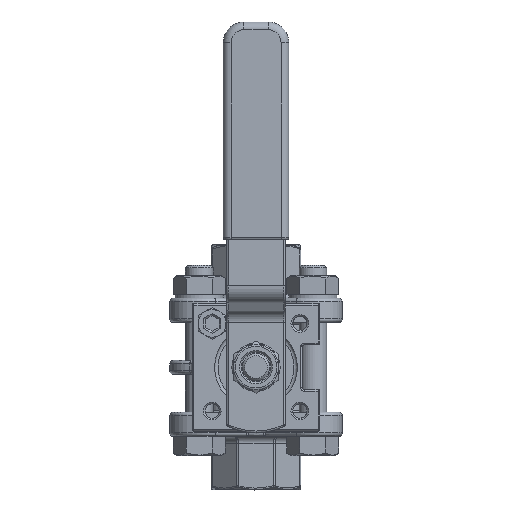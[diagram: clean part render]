
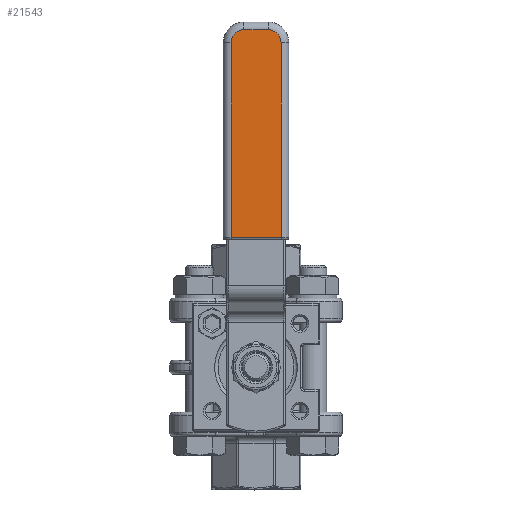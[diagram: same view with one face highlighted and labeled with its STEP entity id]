
A CAD part, top view. The second image highlights one B-rep face of the part: STEP entity #21543.
In plain terms, the highlighted planar face has unit normal (0, 0, 1).
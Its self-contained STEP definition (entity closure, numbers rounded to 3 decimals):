
#21486=CARTESIAN_POINT('',(0.0,57.,55.));
#21487=DIRECTION('',(0.0,0.0,1.0));
#21488=DIRECTION('',(1.0,0.0,0.0));
#21489=AXIS2_PLACEMENT_3D('',#21486,#21487,#21488);
#21490=PLANE('',#21489);
#21491=CARTESIAN_POINT('',(7.25,57.5,55.));
#21492=VERTEX_POINT('',#21491);
#21493=CARTESIAN_POINT('',(-7.25,57.5,55.));
#21494=VERTEX_POINT('',#21493);
#21495=CARTESIAN_POINT('',(7.25,57.5,55.));
#21496=DIRECTION('',(-1.0,0.0,0.0));
#21497=VECTOR('',#21496,14.5);
#21498=LINE('',#21495,#21497);
#21499=EDGE_CURVE('',#21492,#21494,#21498,.T.);
#21500=ORIENTED_EDGE('',*,*,#21499,.F.);
#21501=CARTESIAN_POINT('',(7.25,114.,55.));
#21502=VERTEX_POINT('',#21501);
#21503=CARTESIAN_POINT('',(7.25,114.,55.));
#21504=DIRECTION('',(0.0,-1.0,0.0));
#21505=VECTOR('',#21504,56.5);
#21506=LINE('',#21503,#21505);
#21507=EDGE_CURVE('',#21502,#21492,#21506,.T.);
#21508=ORIENTED_EDGE('',*,*,#21507,.F.);
#21509=CARTESIAN_POINT('',(3.5,117.75,55.));
#21510=VERTEX_POINT('',#21509);
#21511=CARTESIAN_POINT('',(3.5,114.,55.));
#21512=DIRECTION('',(0.,0.,-1.0));
#21513=DIRECTION('',(0.707,0.707,0.));
#21514=AXIS2_PLACEMENT_3D('',#21511,#21512,#21513);
#21515=CIRCLE('',#21514,3.75);
#21516=EDGE_CURVE('',#21510,#21502,#21515,.T.);
#21517=ORIENTED_EDGE('',*,*,#21516,.F.);
#21518=CARTESIAN_POINT('',(-3.5,117.75,55.));
#21519=VERTEX_POINT('',#21518);
#21520=CARTESIAN_POINT('',(-3.5,117.75,55.));
#21521=DIRECTION('',(1.0,0.0,0.0));
#21522=VECTOR('',#21521,7.);
#21523=LINE('',#21520,#21522);
#21524=EDGE_CURVE('',#21519,#21510,#21523,.T.);
#21525=ORIENTED_EDGE('',*,*,#21524,.F.);
#21526=CARTESIAN_POINT('',(-7.25,114.,55.));
#21527=VERTEX_POINT('',#21526);
#21528=CARTESIAN_POINT('',(-3.5,114.,55.));
#21529=DIRECTION('',(0.,0.,-1.0));
#21530=DIRECTION('',(-0.707,0.707,0.));
#21531=AXIS2_PLACEMENT_3D('',#21528,#21529,#21530);
#21532=CIRCLE('',#21531,3.75);
#21533=EDGE_CURVE('',#21527,#21519,#21532,.T.);
#21534=ORIENTED_EDGE('',*,*,#21533,.F.);
#21535=CARTESIAN_POINT('',(-7.25,57.5,55.));
#21536=DIRECTION('',(0.0,1.0,0.0));
#21537=VECTOR('',#21536,56.5);
#21538=LINE('',#21535,#21537);
#21539=EDGE_CURVE('',#21494,#21527,#21538,.T.);
#21540=ORIENTED_EDGE('',*,*,#21539,.F.);
#21541=EDGE_LOOP('',(#21500,#21508,#21517,#21525,#21534,#21540));
#21542=FACE_OUTER_BOUND('',#21541,.T.);
#21543=ADVANCED_FACE('',(#21542),#21490,.T.);
